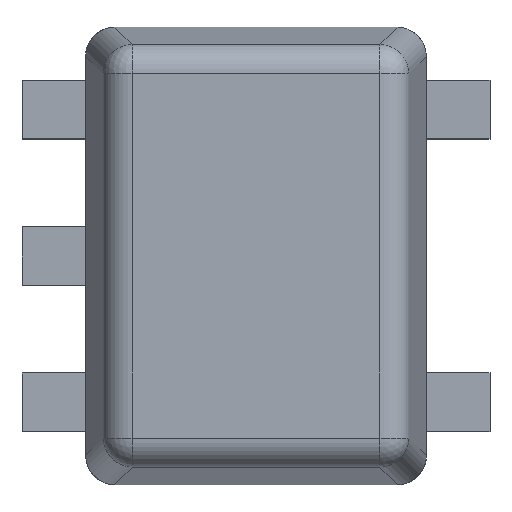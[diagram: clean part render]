
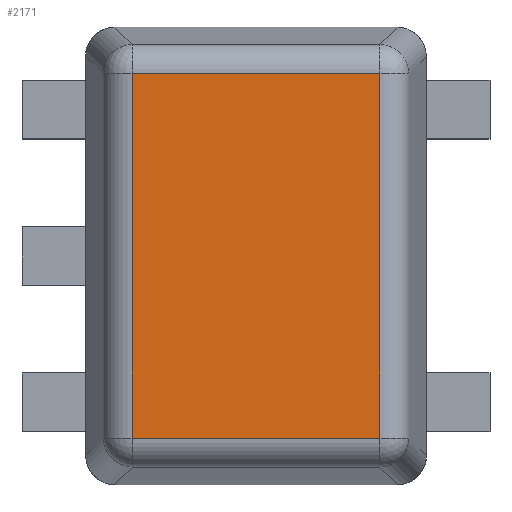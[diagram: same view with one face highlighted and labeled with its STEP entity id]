
A CAD part, top view. The second image highlights one B-rep face of the part: STEP entity #2171.
In plain terms, the highlighted face is planar.
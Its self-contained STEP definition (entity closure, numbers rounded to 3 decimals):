
#1298=DIRECTION('',(-1.,0.,0.));
#1299=VECTOR('',#1298,1.247);
#1300=CARTESIAN_POINT('',(0.624,0.575,-0.424));
#1301=LINE('',#1300,#1299);
#1305=DIRECTION('',(0.,0.,-1.));
#1306=VECTOR('',#1305,0.847);
#1307=CARTESIAN_POINT('',(0.624,0.575,0.424));
#1308=LINE('',#1307,#1306);
#1312=DIRECTION('',(1.,0.,0.));
#1313=VECTOR('',#1312,1.247);
#1314=CARTESIAN_POINT('',(-0.624,0.575,0.424));
#1315=LINE('',#1314,#1313);
#1319=DIRECTION('',(0.,0.,1.));
#1320=VECTOR('',#1319,0.847);
#1321=CARTESIAN_POINT('',(-0.624,0.575,-0.424));
#1322=LINE('',#1321,#1320);
#1723=CARTESIAN_POINT('',(0.624,0.575,-0.424));
#1724=CARTESIAN_POINT('',(-0.624,0.575,-0.424));
#1725=VERTEX_POINT('',#1723);
#1726=VERTEX_POINT('',#1724);
#1735=CARTESIAN_POINT('',(-0.624,0.575,0.424));
#1736=VERTEX_POINT('',#1735);
#1741=CARTESIAN_POINT('',(0.624,0.575,0.424));
#1742=VERTEX_POINT('',#1741);
#2158=CARTESIAN_POINT('',(0.,0.575,0.));
#2159=DIRECTION('',(0.,1.,0.));
#2160=DIRECTION('',(1.,0.,0.));
#2161=AXIS2_PLACEMENT_3D('',#2158,#2159,#2160);
#2162=PLANE('',#2161);
#2163=ORIENTED_EDGE('',*,*,#2149,.F.);
#2165=ORIENTED_EDGE('',*,*,#2164,.F.);
#2167=ORIENTED_EDGE('',*,*,#2166,.F.);
#2168=ORIENTED_EDGE('',*,*,#2125,.F.);
#2169=EDGE_LOOP('',(#2163,#2165,#2167,#2168));
#2170=FACE_OUTER_BOUND('',#2169,.F.);
#2171=ADVANCED_FACE('',(#2170),#2162,.T.);
#2125=EDGE_CURVE('',#1726,#1736,#1322,.T.);
#2149=EDGE_CURVE('',#1725,#1726,#1301,.T.);
#2164=EDGE_CURVE('',#1742,#1725,#1308,.T.);
#2166=EDGE_CURVE('',#1736,#1742,#1315,.T.);
